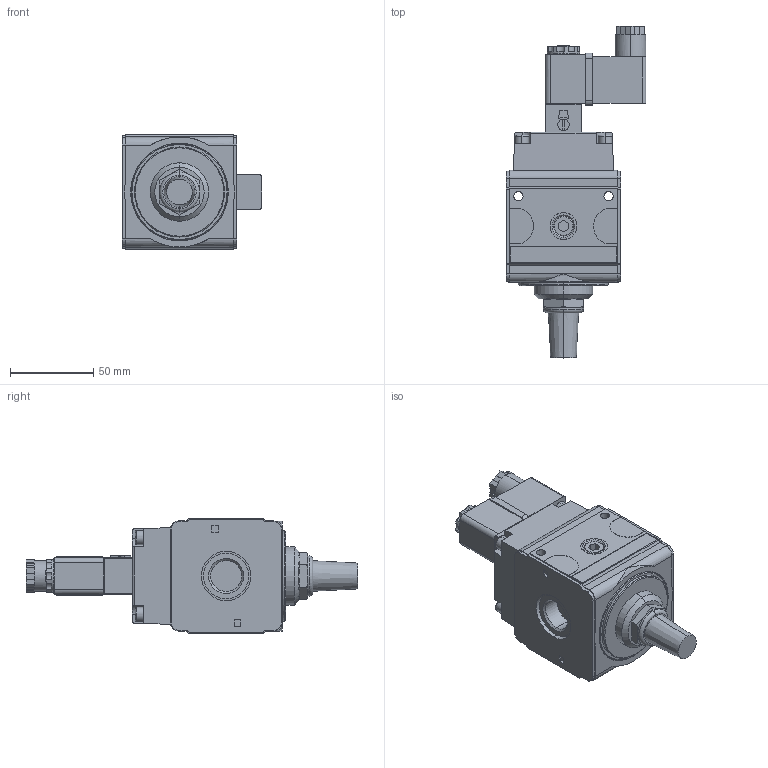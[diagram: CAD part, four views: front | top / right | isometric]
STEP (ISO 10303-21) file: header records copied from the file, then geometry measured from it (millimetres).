
FILE_DESCRIPTION (( 'STEP AP214' ), '1' );
FILE_NAME ('KN-S33_24VDC.STEP', '2021-03-22T15:46:50', ( '' ), ( '' ), 'SwSTEP 2.0', 'SolidWorks 2021', '' );
FILE_SCHEMA (( 'AUTOMOTIVE_DESIGN' ));
Length unit declared in the file: millimetre
Products named in the file (1): KN-S33_24VDC
Bounding box: 83.8 x 199 x 69.2 mm (x, y, z)
Volume: 444138.6 mm3; surface area: 54409.5 mm2
Topology: 2 solids, 4 shells, 479 faces, 1185 edges, 765 vertices
Faces by surface type: plane 306, cylinder 123, cone 40, torus 10
Entity records: 19944 total; most frequent: CARTESIAN_POINT 2988, DIRECTION 2468, ORIENTED_EDGE 2370, EDGE_CURVE 1185, AXIS2_PLACEMENT_3D 835, VECTOR 798, LINE 798, VERTEX_POINT 765
